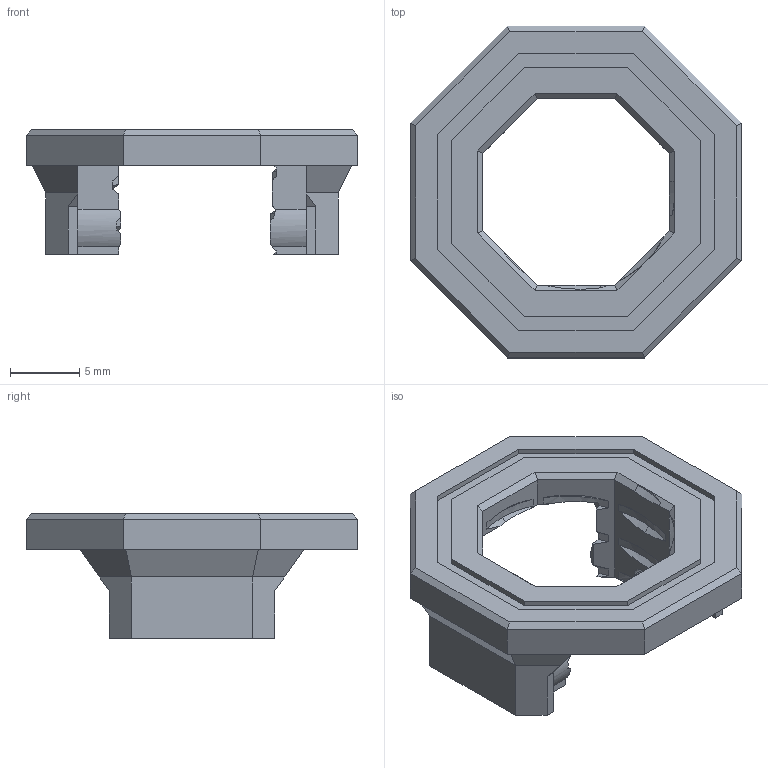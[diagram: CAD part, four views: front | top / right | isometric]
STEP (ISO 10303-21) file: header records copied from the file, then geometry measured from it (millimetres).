
FILE_DESCRIPTION(/* description */ (''),/* implementation_level */ '2;1');
FILE_NAME(/* name */ 'Single.step',/* time_stamp */ '2024-05-02T16:44:05-04:00',/* author */ (''),/* organization */ (''),/* preprocessor_version */ 'ST-DEVELOPER v20',/* originating_system */ 'Autodesk Translation Framework v12.20.1.177',/* authorisation */ '');
FILE_SCHEMA (('AUTOMOTIVE_DESIGN { 1 0 10303 214 3 1 1 }'));
Length unit declared in the file: millimetre
Products named in the file (1): Single
Bounding box: 24 x 24 x 9 mm (x, y, z)
Volume: 1321.2 mm3; surface area: 1444.4 mm2
Topology: 1 solids, 1 shells, 197 faces, 535 edges, 348 vertices
Faces by surface type: plane 104, bspline 63, cylinder 30
Entity records: 7683 total; most frequent: CARTESIAN_POINT 3233, ORIENTED_EDGE 1070, DIRECTION 634, EDGE_CURVE 535, VERTEX_POINT 348, LINE 312, VECTOR 312, EDGE_LOOP 207
